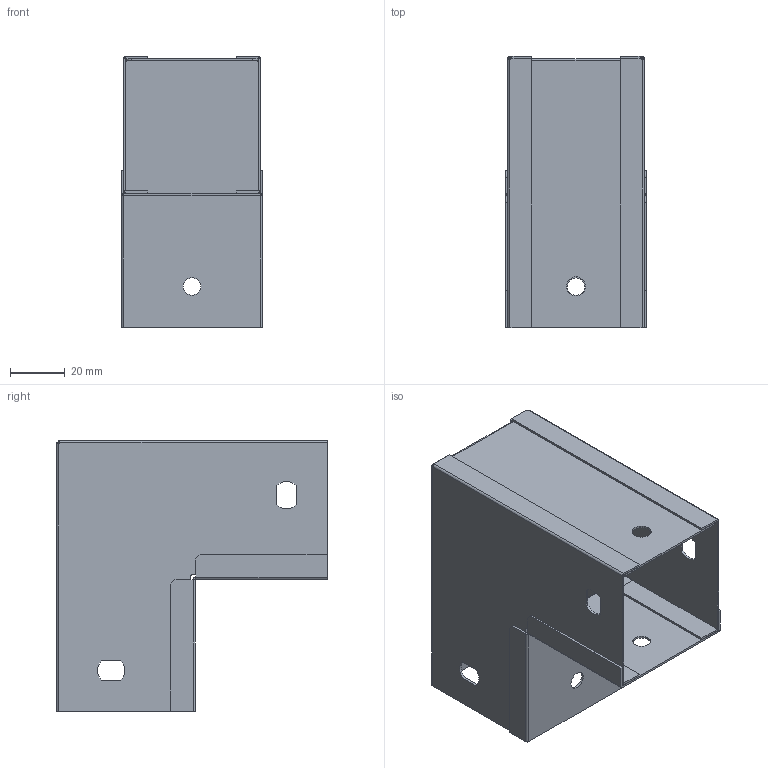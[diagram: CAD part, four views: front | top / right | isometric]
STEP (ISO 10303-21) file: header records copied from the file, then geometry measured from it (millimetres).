
FILE_DESCRIPTION (( 'STEP AP203' ), '1' );
FILE_NAME ('Óãîë âåðòèêàëüíûé ââåðõ 90°_39001.STEP', '2012-11-12T08:01:39', ( 'Àñååâ' ), ( '' ), 'SwSTEP 2.0', 'SolidWorks 2012', '' );
FILE_SCHEMA (( 'CONFIG_CONTROL_DESIGN' ));
Length unit declared in the file: millimetre
Products named in the file (5): Óãîë âåðòèêàëüíûé ââåðõ 90°_39001; CS9005AM; MB05AM ; MA05AM; MZ05AM
Assembly tree (5 placements, depth 3):
  Óãîë âåðòèêàëüíûé ââåðõ 90°_39001
    MZ05AM
    CS9005AM
      MA05AM
      MB05AM   x2
Bounding box: 51.6 x 99.2 x 99.2 mm (x, y, z)
Volume: 27944.5 mm3; surface area: 71441.4 mm2
Topology: 4 solids, 4 shells, 220 faces, 524 edges, 312 vertices
Faces by surface type: plane 142, cylinder 72, bspline 6
Full cylindrical faces by diameter (mm): 6.4 x2, 7 x2
Entity records: 5045 total; most frequent: CARTESIAN_POINT 891, DIRECTION 764, ORIENTED_EDGE 732, EDGE_CURVE 366, VECTOR 258, LINE 258, AXIS2_PLACEMENT_3D 253, VERTEX_POINT 220
